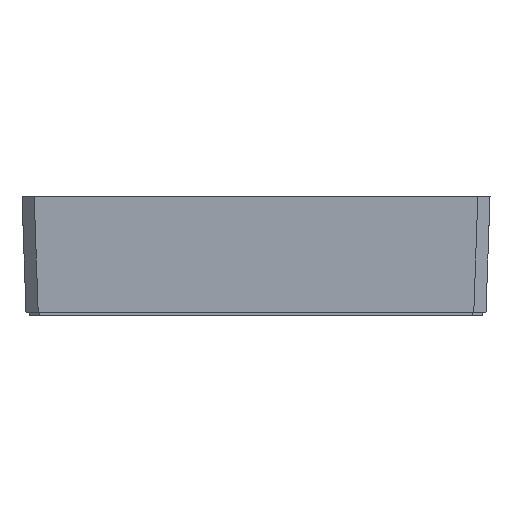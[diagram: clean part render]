
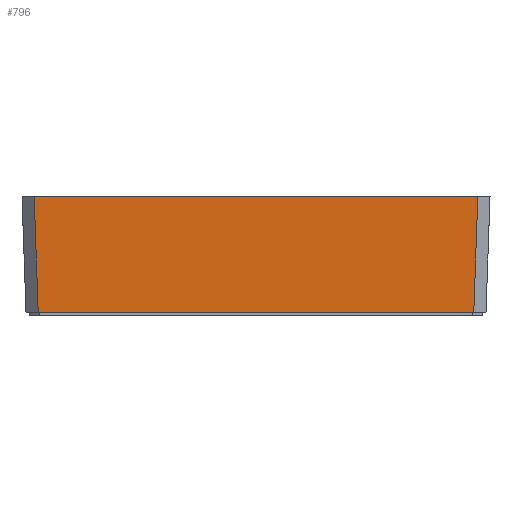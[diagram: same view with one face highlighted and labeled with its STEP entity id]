
A CAD part, front view. The second image highlights one B-rep face of the part: STEP entity #796.
In plain terms, the highlighted planar face has unit normal (0, -0.999, -0.035).
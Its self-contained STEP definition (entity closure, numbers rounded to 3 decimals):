
#108 = VECTOR ( 'NONE', #12231, 1000. ) ;
#179 = DIRECTION ( 'NONE',  ( 0., 0.035, -0.999 ) ) ;
#796 = ADVANCED_FACE ( 'NONE', ( #6311 ), #12518, .T. ) ;
#1155 = DIRECTION ( 'NONE',  ( 0.035, -0.035, 0.999 ) ) ;
#1461 = EDGE_CURVE ( 'NONE', #10039, #9287, #14336, .T. ) ;
#2901 = ORIENTED_EDGE ( 'NONE', *, *, #18774, .T. ) ;
#3269 = VECTOR ( 'NONE', #18359, 1000. ) ;
#3653 = DIRECTION ( 'NONE',  ( -1., 0., 0. ) ) ;
#4190 = EDGE_CURVE ( 'NONE', #10039, #7969, #7374, .T. ) ;
#4779 = CARTESIAN_POINT ( 'NONE',  ( 38.5, -13., 0. ) ) ;
#5209 = EDGE_LOOP ( 'NONE', ( #16311, #6133, #17504, #2901 ) ) ;
#6133 = ORIENTED_EDGE ( 'NONE', *, *, #4190, .T. ) ;
#6311 = FACE_OUTER_BOUND ( 'NONE', #5209, .T. ) ;
#6350 = CARTESIAN_POINT ( 'NONE',  ( 36.496, -13., 0. ) ) ;
#6906 = CARTESIAN_POINT ( 'NONE',  ( 35.833, -12.337, -19. ) ) ;
#7018 = VECTOR ( 'NONE', #1155, 1000. ) ;
#7374 = LINE ( 'NONE', #9204, #7018 ) ;
#7969 = VERTEX_POINT ( 'NONE', #6350 ) ;
#9178 = CARTESIAN_POINT ( 'NONE',  ( -36.408, -12.909, -2.613 ) ) ;
#9204 = CARTESIAN_POINT ( 'NONE',  ( 36.499, -13.002, 0.07 ) ) ;
#9282 = CARTESIAN_POINT ( 'NONE',  ( -35.835, -12.337, -19. ) ) ;
#9287 = VERTEX_POINT ( 'NONE', #9282 ) ;
#9791 = VECTOR ( 'NONE', #3653, 1000. ) ;
#9849 = CARTESIAN_POINT ( 'NONE',  ( 38.5, -12.337, -19. ) ) ;
#10039 = VERTEX_POINT ( 'NONE', #6906 ) ;
#12231 = DIRECTION ( 'NONE',  ( 0.035, 0.035, -0.999 ) ) ;
#12518 = PLANE ( 'NONE',  #19557 ) ;
#13847 = LINE ( 'NONE', #9178, #108 ) ;
#14336 = LINE ( 'NONE', #9849, #9791 ) ;
#14783 = CARTESIAN_POINT ( 'NONE',  ( -36.499, -13., 0. ) ) ;
#15093 = CARTESIAN_POINT ( 'NONE',  ( 38.5, -13., 0. ) ) ;
#15161 = VERTEX_POINT ( 'NONE', #14783 ) ;
#15383 = LINE ( 'NONE', #15093, #3269 ) ;
#16311 = ORIENTED_EDGE ( 'NONE', *, *, #1461, .F. ) ;
#16365 = EDGE_CURVE ( 'NONE', #7969, #15161, #15383, .T. ) ;
#16705 = DIRECTION ( 'NONE',  ( 0., -0.999, -0.035 ) ) ;
#17504 = ORIENTED_EDGE ( 'NONE', *, *, #16365, .T. ) ;
#18359 = DIRECTION ( 'NONE',  ( -1., 0., 0. ) ) ;
#18774 = EDGE_CURVE ( 'NONE', #15161, #9287, #13847, .T. ) ;
#19557 = AXIS2_PLACEMENT_3D ( 'NONE', #4779, #16705, #179 ) ;
